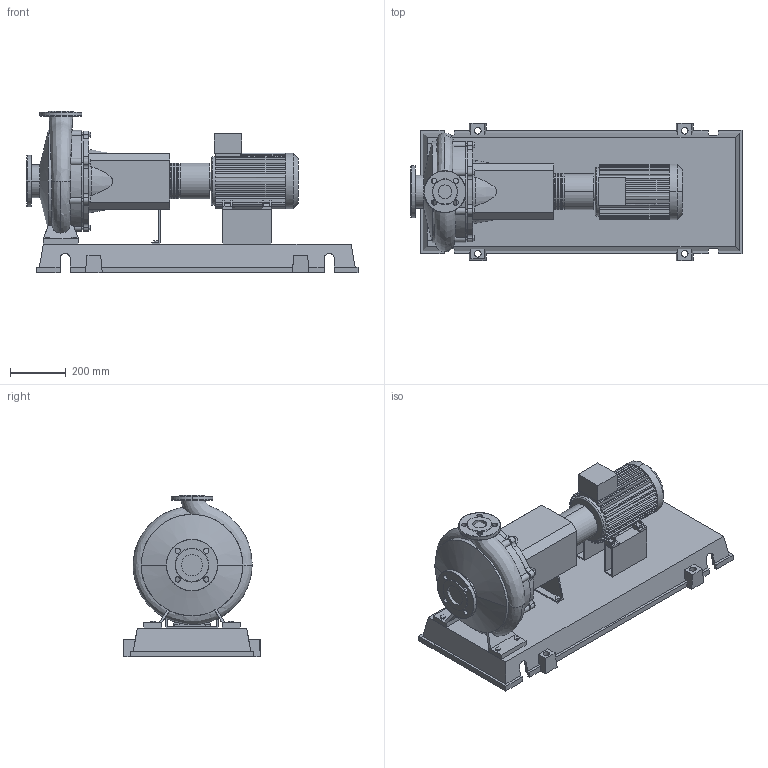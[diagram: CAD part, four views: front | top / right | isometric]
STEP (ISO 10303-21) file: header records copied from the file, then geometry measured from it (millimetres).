
FILE_DESCRIPTION((''),'2;1');
FILE_NAME('3d_NL40_315-2.2-4-05-4109014.stp','2015-03-03T07:42:04',(''),(''),'Mechanical Desktop 2009','Mechanical Desktop 2009',', , ');
FILE_SCHEMA(('CONFIG_CONTROL_DESIGN'));
Length unit declared in the file: millimetre
Products named in the file (1): Product
Bounding box: 1187.5 x 490 x 578 mm (x, y, z)
Volume: 50918939.6 mm3; surface area: 3473894 mm2
Topology: 13 solids, 13 shells, 835 faces, 2214 edges, 1455 vertices
Faces by surface type: plane 429, bspline 205, cylinder 185, cone 10, torus 6
Entity records: 30455 total; most frequent: CARTESIAN_POINT 9830, ORIENTED_EDGE 4430, DIRECTION 4009, EDGE_CURVE 2215, VERTEX_POINT 1454, VECTOR 1443, LINE 1443, AXIS2_PLACEMENT_3D 1283
